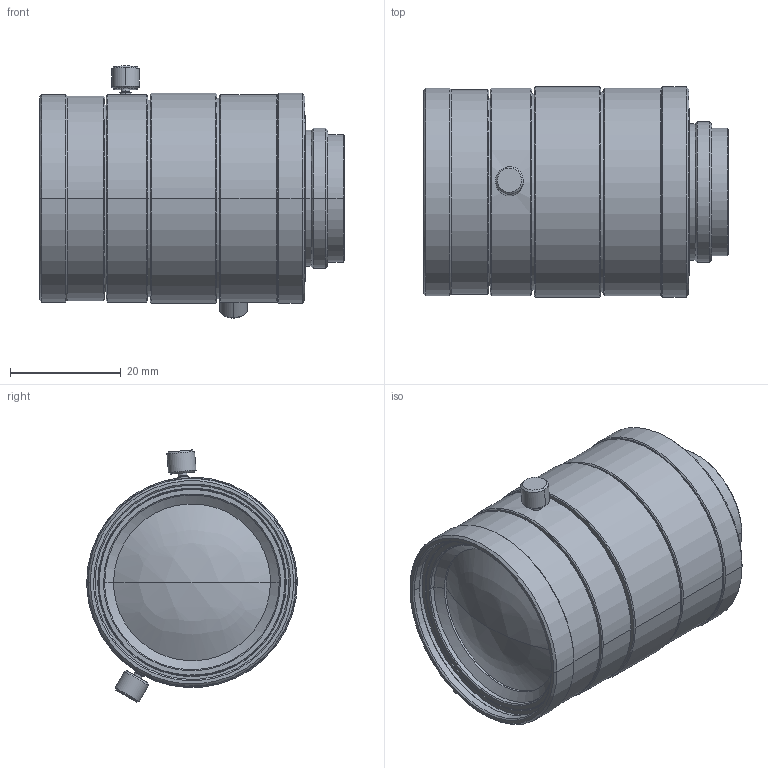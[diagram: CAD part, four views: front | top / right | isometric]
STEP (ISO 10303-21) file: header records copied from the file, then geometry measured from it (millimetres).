
FILE_DESCRIPTION ((), '1');
FILE_NAME ('O-C4-S-12-14.stp', '2016-05-25T17:08:22', ('Unknown'), ('Unknown'), 'HarmonyWare STEP v1.7.11', 'HarmonyWare Translators', '');
FILE_SCHEMA (('CONFIG_CONTROL_DESIGN'));
Length unit declared in the file: millimetre
Products named in the file (1): O-C4-S-12-14
Bounding box: 55 x 38 x 45.51 mm (x, y, z)
Volume: 52854.2 mm3; surface area: 10028.4 mm2
Topology: 1 solids, 1 shells, 128 faces, 254 edges, 147 vertices
Faces by surface type: bspline 128
Entity records: 4793 total; most frequent: CARTESIAN_POINT 3231, ORIENTED_EDGE 508, EDGE_CURVE 254, VERTEX_POINT 147, EDGE_LOOP 147, FACE_OUTER_BOUND 128, ADVANCED_FACE 128, B_SPLINE_CURVE_WITH_KNOTS 110
